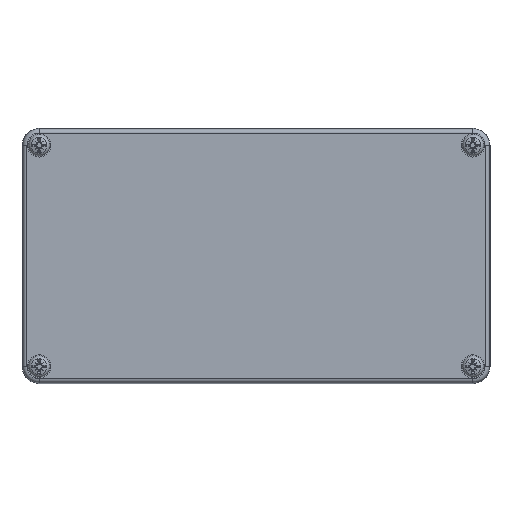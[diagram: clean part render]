
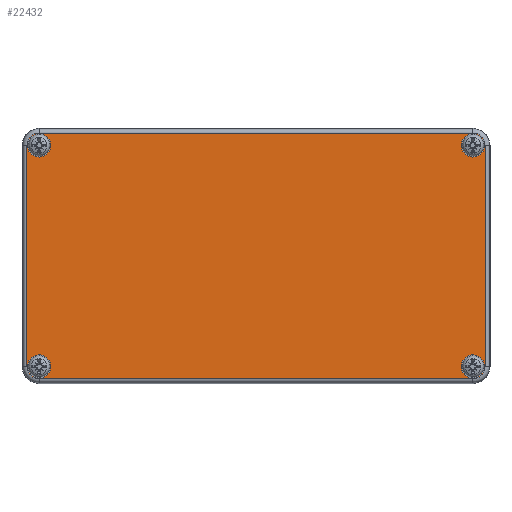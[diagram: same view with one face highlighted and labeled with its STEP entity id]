
A CAD part, top view. The second image highlights one B-rep face of the part: STEP entity #22432.
In plain terms, the highlighted planar face has unit normal (0, 0, 1).
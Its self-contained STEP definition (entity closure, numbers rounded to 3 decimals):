
#3156=LINE('',#45491,#4903);
#3158=LINE('',#45503,#4905);
#3160=LINE('',#45515,#4907);
#3162=LINE('',#45524,#4909);
#4903=VECTOR('',#27900,104.);
#4905=VECTOR('',#27914,204.);
#4907=VECTOR('',#27928,104.);
#4909=VECTOR('',#27940,204.);
#5694=PLANE('',#23750);
#5930=FACE_BOUND('',#8592,.T.);
#5931=FACE_BOUND('',#8593,.T.);
#5932=FACE_BOUND('',#8594,.T.);
#5933=FACE_BOUND('',#8595,.T.);
#7085=FACE_OUTER_BOUND('',#8591,.T.);
#8591=EDGE_LOOP('',(#20385,#20386,#20387,#20388,#20389,#20390,#20391,#20392));
#8592=EDGE_LOOP('',(#20393));
#8593=EDGE_LOOP('',(#20394));
#8594=EDGE_LOOP('',(#20395));
#8595=EDGE_LOOP('',(#20396));
#9090=CIRCLE('',#23565,5.5);
#9092=CIRCLE('',#23569,5.5);
#9094=CIRCLE('',#23573,5.5);
#9096=CIRCLE('',#23577,5.5);
#9171=CIRCLE('',#23724,5.686);
#9177=CIRCLE('',#23732,5.686);
#9181=CIRCLE('',#23738,5.686);
#9185=CIRCLE('',#23744,5.686);
#11071=VERTEX_POINT('',#40671);
#11073=VERTEX_POINT('',#40677);
#11075=VERTEX_POINT('',#40683);
#11077=VERTEX_POINT('',#40689);
#11223=VERTEX_POINT('',#45479);
#11224=VERTEX_POINT('',#45481);
#11226=VERTEX_POINT('',#45487);
#11228=VERTEX_POINT('',#45493);
#11230=VERTEX_POINT('',#45499);
#11232=VERTEX_POINT('',#45505);
#11234=VERTEX_POINT('',#45511);
#11236=VERTEX_POINT('',#45517);
#14057=EDGE_CURVE('',#11071,#11071,#9090,.T.);
#14059=EDGE_CURVE('',#11073,#11073,#9092,.T.);
#14061=EDGE_CURVE('',#11075,#11075,#9094,.T.);
#14063=EDGE_CURVE('',#11077,#11077,#9096,.T.);
#14304=EDGE_CURVE('',#11223,#11224,#9171,.T.);
#14309=EDGE_CURVE('',#11224,#11226,#3156,.T.);
#14312=EDGE_CURVE('',#11226,#11228,#9177,.T.);
#14315=EDGE_CURVE('',#11228,#11230,#3158,.T.);
#14318=EDGE_CURVE('',#11230,#11232,#9181,.T.);
#14321=EDGE_CURVE('',#11232,#11234,#3160,.T.);
#14324=EDGE_CURVE('',#11234,#11236,#9185,.T.);
#14326=EDGE_CURVE('',#11236,#11223,#3162,.T.);
#20385=ORIENTED_EDGE('',*,*,#14304,.F.);
#20386=ORIENTED_EDGE('',*,*,#14326,.F.);
#20387=ORIENTED_EDGE('',*,*,#14324,.F.);
#20388=ORIENTED_EDGE('',*,*,#14321,.F.);
#20389=ORIENTED_EDGE('',*,*,#14318,.F.);
#20390=ORIENTED_EDGE('',*,*,#14315,.F.);
#20391=ORIENTED_EDGE('',*,*,#14312,.F.);
#20392=ORIENTED_EDGE('',*,*,#14309,.F.);
#20393=ORIENTED_EDGE('',*,*,#14057,.T.);
#20394=ORIENTED_EDGE('',*,*,#14059,.T.);
#20395=ORIENTED_EDGE('',*,*,#14061,.T.);
#20396=ORIENTED_EDGE('',*,*,#14063,.T.);
#22432=ADVANCED_FACE('',(#7085,#5930,#5931,#5932,#5933),#5694,.T.);
#23565=AXIS2_PLACEMENT_3D('',#40672,#27468,#27469);
#23569=AXIS2_PLACEMENT_3D('',#40678,#27476,#27477);
#23573=AXIS2_PLACEMENT_3D('',#40684,#27484,#27485);
#23577=AXIS2_PLACEMENT_3D('',#40690,#27492,#27493);
#23724=AXIS2_PLACEMENT_3D('',#45482,#27889,#27890);
#23732=AXIS2_PLACEMENT_3D('',#45497,#27907,#27908);
#23738=AXIS2_PLACEMENT_3D('',#45509,#27921,#27922);
#23744=AXIS2_PLACEMENT_3D('',#45521,#27935,#27936);
#23750=AXIS2_PLACEMENT_3D('',#45534,#27954,#27955);
#27468=DIRECTION('center_axis',(0.,0.,-1.));
#27469=DIRECTION('ref_axis',(-1.,0.,0.));
#27476=DIRECTION('center_axis',(0.,0.,-1.));
#27477=DIRECTION('ref_axis',(-1.,0.,0.));
#27484=DIRECTION('center_axis',(0.,0.,-1.));
#27485=DIRECTION('ref_axis',(-1.,0.,0.));
#27492=DIRECTION('center_axis',(0.,0.,-1.));
#27493=DIRECTION('ref_axis',(-1.,0.,0.));
#27889=DIRECTION('center_axis',(0.,0.,-1.));
#27890=DIRECTION('ref_axis',(-0.707,-0.707,0.));
#27900=DIRECTION('',(0.,1.,0.));
#27907=DIRECTION('center_axis',(0.,0.,-1.));
#27908=DIRECTION('ref_axis',(-0.707,0.707,0.));
#27914=DIRECTION('',(1.,0.,0.));
#27921=DIRECTION('center_axis',(0.,0.,-1.));
#27922=DIRECTION('ref_axis',(0.707,0.707,0.));
#27928=DIRECTION('',(0.,-1.,0.));
#27935=DIRECTION('center_axis',(0.,0.,-1.));
#27936=DIRECTION('ref_axis',(0.707,-0.707,0.));
#27940=DIRECTION('',(-1.,0.,0.));
#27954=DIRECTION('center_axis',(0.,0.,1.));
#27955=DIRECTION('ref_axis',(1.,0.,0.));
#40671=CARTESIAN_POINT('',(107.5,-52.,20.));
#40672=CARTESIAN_POINT('Origin',(102.,-52.,20.));
#40677=CARTESIAN_POINT('',(-96.5,-52.,20.));
#40678=CARTESIAN_POINT('Origin',(-102.,-52.,20.));
#40683=CARTESIAN_POINT('',(107.5,52.,20.));
#40684=CARTESIAN_POINT('Origin',(102.,52.,20.));
#40689=CARTESIAN_POINT('',(-96.5,52.,20.));
#40690=CARTESIAN_POINT('Origin',(-102.,52.,20.));
#45479=CARTESIAN_POINT('',(-102.,-57.686,20.));
#45481=CARTESIAN_POINT('',(-107.686,-52.,20.));
#45482=CARTESIAN_POINT('Origin',(-102.,-52.,20.));
#45487=CARTESIAN_POINT('',(-107.686,52.,20.));
#45491=CARTESIAN_POINT('',(-107.686,-26.,20.));
#45493=CARTESIAN_POINT('',(-102.,57.686,20.));
#45497=CARTESIAN_POINT('Origin',(-102.,52.,20.));
#45499=CARTESIAN_POINT('',(102.,57.686,20.));
#45503=CARTESIAN_POINT('',(-51.,57.686,20.));
#45505=CARTESIAN_POINT('',(107.686,52.,20.));
#45509=CARTESIAN_POINT('Origin',(102.,52.,20.));
#45511=CARTESIAN_POINT('',(107.686,-52.,20.));
#45515=CARTESIAN_POINT('',(107.686,26.,20.));
#45517=CARTESIAN_POINT('',(102.,-57.686,20.));
#45521=CARTESIAN_POINT('Origin',(102.,-52.,20.));
#45524=CARTESIAN_POINT('',(51.,-57.686,20.));
#45534=CARTESIAN_POINT('Origin',(0.,0.,
20.));
